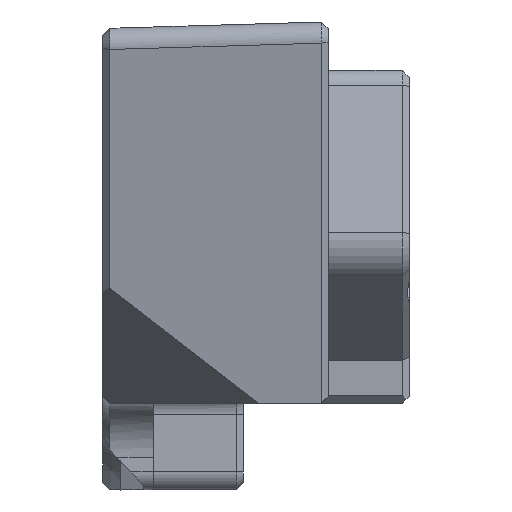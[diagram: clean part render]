
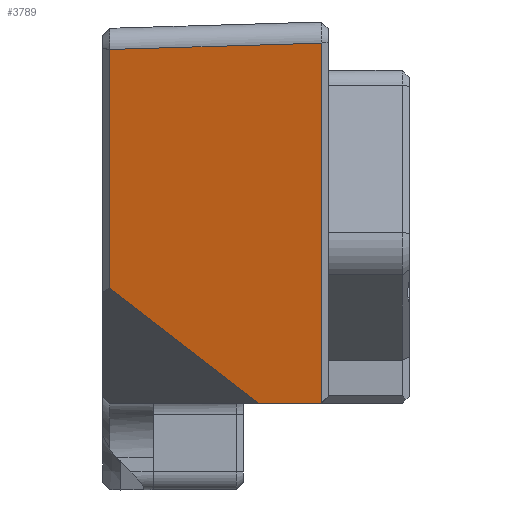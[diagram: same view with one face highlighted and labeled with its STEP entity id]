
A CAD part, left-side view. The second image highlights one B-rep face of the part: STEP entity #3789.
In plain terms, the highlighted planar face has unit normal (-0.984, 0.043, -0.174).
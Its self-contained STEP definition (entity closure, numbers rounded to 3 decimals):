
#169=PLANE('',#4162);
#200=LINE('',#5979,#483);
#211=LINE('',#6001,#494);
#347=LINE('',#7925,#630);
#348=LINE('',#7928,#631);
#350=LINE('',#7946,#633);
#358=LINE('',#7984,#641);
#452=LINE('',#8511,#735);
#483=VECTOR('',#4275,1000.);
#494=VECTOR('',#4290,1000.);
#630=VECTOR('',#4826,1000.);
#631=VECTOR('',#4829,1000.);
#633=VECTOR('',#4831,10.);
#641=VECTOR('',#4849,1000.);
#735=VECTOR('',#5151,1000.);
#1020=FACE_OUTER_BOUND('',#1248,.T.);
#1248=EDGE_LOOP('',(#3472,#3473,#3474,#3475,#3476,#3477,#3478));
#1547=VERTEX_POINT('',#5977);
#1548=VERTEX_POINT('',#5978);
#1557=VERTEX_POINT('',#5999);
#1755=VERTEX_POINT('',#7810);
#1770=VERTEX_POINT('',#7921);
#1771=VERTEX_POINT('',#7923);
#1772=VERTEX_POINT('',#7927);
#1926=EDGE_CURVE('',#1547,#1548,#200,.T.);
#1937=EDGE_CURVE('',#1548,#1557,#211,.T.);
#2251=EDGE_CURVE('',#1770,#1771,#347,.T.);
#2252=EDGE_CURVE('',#1770,#1772,#348,.T.);
#2254=EDGE_CURVE('',#1772,#1755,#350,.T.);
#2262=EDGE_CURVE('',#1771,#1547,#358,.T.);
#2404=EDGE_CURVE('',#1755,#1557,#452,.T.);
#3472=ORIENTED_EDGE('',*,*,#2262,.T.);
#3473=ORIENTED_EDGE('',*,*,#1926,.T.);
#3474=ORIENTED_EDGE('',*,*,#1937,.T.);
#3475=ORIENTED_EDGE('',*,*,#2404,.F.);
#3476=ORIENTED_EDGE('',*,*,#2254,.F.);
#3477=ORIENTED_EDGE('',*,*,#2252,.F.);
#3478=ORIENTED_EDGE('',*,*,#2251,.T.);
#3789=ADVANCED_FACE('',(#1020),#169,.T.);
#4162=AXIS2_PLACEMENT_3D('',#8513,#5153,#5154);
#4275=DIRECTION('',(-0.154,-0.699,0.699));
#4290=DIRECTION('',(-0.174,0.,0.985));
#4826=DIRECTION('',(0.073,-0.789,-0.61));
#4829=DIRECTION('',(-0.174,0.,0.985));
#4831=DIRECTION('',(-0.174,0.,0.985));
#4849=DIRECTION('',(-0.044,-0.999,0.));
#5151=DIRECTION('',(-0.049,-0.998,0.03));
#5153=DIRECTION('center_axis',(-0.984,0.043,-0.174));
#5154=DIRECTION('ref_axis',(-0.174,0.,0.985));
#5977=CARTESIAN_POINT('',(-29.065,10.3,65.805));
#5978=CARTESIAN_POINT('',(-29.068,10.284,65.821));
#5979=CARTESIAN_POINT('',(-30.819,2.33,73.774));
#5999=CARTESIAN_POINT('',(-32.587,10.284,85.756));
#6001=CARTESIAN_POINT('',(-33.439,10.284,90.588));
#7810=CARTESIAN_POINT('',(-32.013,22.,85.406));
#7921=CARTESIAN_POINT('',(-29.681,22.,72.193));
#7923=CARTESIAN_POINT('',(-28.915,13.738,65.805));
#7925=CARTESIAN_POINT('',(-29.952,24.914,74.446));
#7927=CARTESIAN_POINT('',(-32.011,22.,85.391));
#7928=CARTESIAN_POINT('',(-31.038,22.,79.881));
#7946=CARTESIAN_POINT('',(-32.011,22.,85.391));
#7984=CARTESIAN_POINT('',(-28.678,19.154,65.805));
#8511=CARTESIAN_POINT('',(-32.048,21.28,85.427));
#8513=CARTESIAN_POINT('Origin',(-33.041,19.703,90.658));
